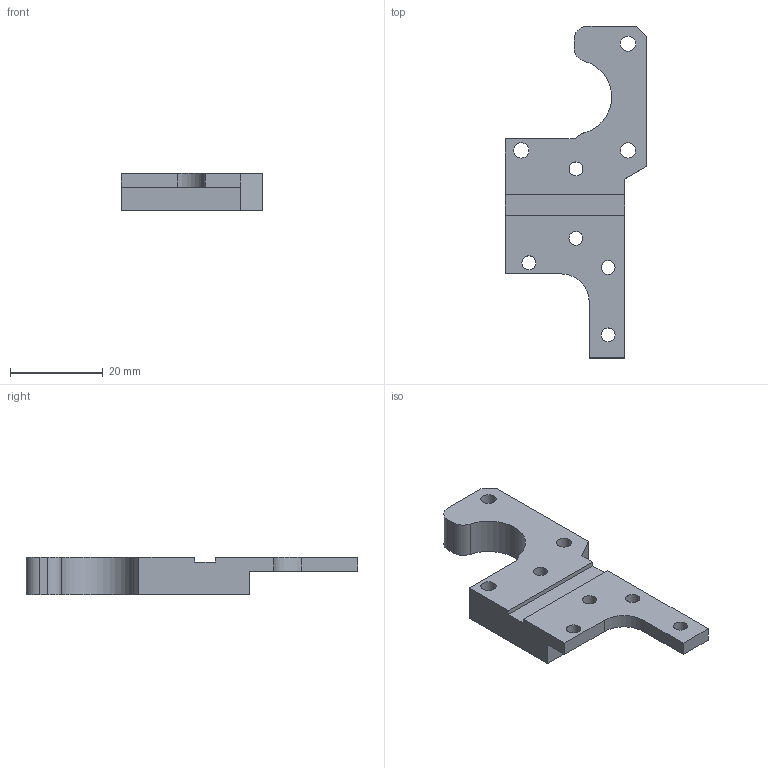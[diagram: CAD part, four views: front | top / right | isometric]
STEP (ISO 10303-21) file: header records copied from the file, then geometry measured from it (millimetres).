
FILE_DESCRIPTION(('FreeCAD Model'),'2;1');
FILE_NAME('collar_mount_flange.step','2019-05-30T08:46:35',('Author'),( ''),'Open CASCADE STEP processor 6.9','FreeCAD','Unknown');
FILE_SCHEMA(('AUTOMOTIVE_DESIGN { 1 0 10303 214 1 1 1 1 }'));
Length unit declared in the file: millimetre
Products named in the file (1): Pad010
Bounding box: 30.46 x 71.56 x 8 mm (x, y, z)
Volume: 7711.4 mm3; surface area: 4222.6 mm2
Topology: 1 solids, 1 shells, 32 faces, 93 edges, 63 vertices
Faces by surface type: plane 20, cylinder 12
Full cylindrical faces by diameter (mm): 3 x5, 3.3 x3
Entity records: 2353 total; most frequent: CARTESIAN_POINT 478, DIRECTION 339, LINE 206, VECTOR 206, ORIENTED_EDGE 186, PCURVE 186, DEFINITIONAL_REPRESENTATION 186, EDGE_CURVE 93
